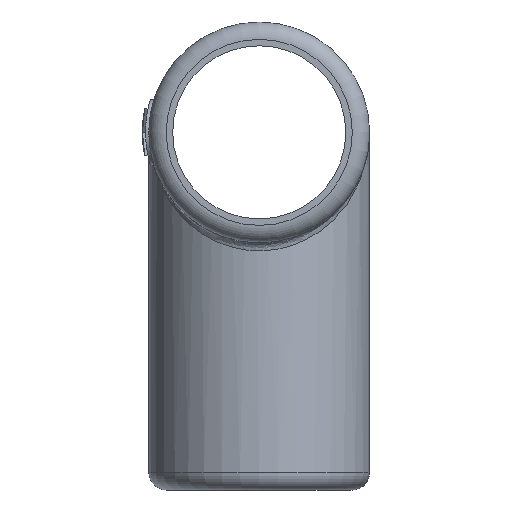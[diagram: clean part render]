
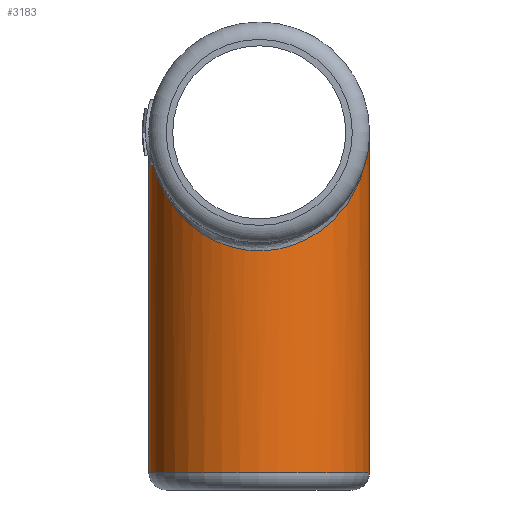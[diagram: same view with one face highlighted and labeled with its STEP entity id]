
A CAD part, left-side view. The second image highlights one B-rep face of the part: STEP entity #3183.
In plain terms, the highlighted cylindrical face has radius 10.2 mm (diameter 20.4 mm), a full revolution.
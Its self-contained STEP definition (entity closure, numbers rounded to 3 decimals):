
#71 = EDGE_CURVE ( 'NONE', #249, #249, #1038, .T. ) ;
#170 = FACE_OUTER_BOUND ( 'NONE', #3181, .T. ) ;
#232 = CARTESIAN_POINT ( 'NONE',  ( 20.4, -10.2, -21.9 ) ) ;
#249 = VERTEX_POINT ( 'NONE', #2930 ) ;
#814 =( BOUNDED_CURVE ( )  B_SPLINE_CURVE ( 3, ( #1753, #1359, #232, #2897 ),
 .UNSPECIFIED., .F., .F. ) 
 B_SPLINE_CURVE_WITH_KNOTS ( ( 4, 4 ),
 ( 1.571, 4.712 ),
 .UNSPECIFIED. ) 
 CURVE ( )  GEOMETRIC_REPRESENTATION_ITEM ( )  RATIONAL_B_SPLINE_CURVE ( ( 1., 0.333, 0.333, 1. ) ) 
 REPRESENTATION_ITEM ( '' )  );
#1038 = CIRCLE ( 'NONE', #3892, 10.2 ) ;
#1079 = ORIENTED_EDGE ( 'NONE', *, *, #3929, .T. ) ;
#1098 = CARTESIAN_POINT ( 'NONE',  ( 0., 0., 500000. ) ) ;
#1209 = ORIENTED_EDGE ( 'NONE', *, *, #2563, .T. ) ;
#1359 = CARTESIAN_POINT ( 'NONE',  ( 20.4, 10.2, -21.9 ) ) ;
#1687 = AXIS2_PLACEMENT_3D ( 'NONE', #1098, #2619, #3002 ) ;
#1753 = CARTESIAN_POINT ( 'NONE',  ( 0., 10.2, 0. ) ) ;
#1767 = DIRECTION ( 'NONE',  ( 0., 0., 1. ) ) ;
#2141 = CARTESIAN_POINT ( 'NONE',  ( 0., -10.2, 0. ) ) ;
#2529 = CARTESIAN_POINT ( 'NONE',  ( 0., 10.2, 0. ) ) ;
#2563 = EDGE_CURVE ( 'NONE', #4756, #4027, #4810, .T. ) ;
#2619 = DIRECTION ( 'NONE',  ( 0., 0., -1. ) ) ;
#2887 = ORIENTED_EDGE ( 'NONE', *, *, #71, .T. ) ;
#2897 = CARTESIAN_POINT ( 'NONE',  ( 0., -10.2, 0. ) ) ;
#2930 = CARTESIAN_POINT ( 'NONE',  ( 10.2, 0., -31.45 ) ) ;
#3002 = DIRECTION ( 'NONE',  ( -1., 0., 0. ) ) ;
#3080 = FACE_OUTER_BOUND ( 'NONE', #4823, .T. ) ;
#3181 = EDGE_LOOP ( 'NONE', ( #1079, #1209 ) ) ;
#3183 = ADVANCED_FACE ( 'NONE', ( #3080, #170 ), #3975, .T. ) ;
#3523 = CARTESIAN_POINT ( 'NONE',  ( 0., -10.2, 0. ) ) ;
#3846 = CARTESIAN_POINT ( 'NONE',  ( 0., 10.2, 0. ) ) ;
#3892 = AXIS2_PLACEMENT_3D ( 'NONE', #4037, #1767, #4429 ) ;
#3929 = EDGE_CURVE ( 'NONE', #4027, #4756, #814, .T. ) ;
#3975 = CYLINDRICAL_SURFACE ( 'NONE', #1687, 10.2 ) ;
#4027 = VERTEX_POINT ( 'NONE', #3846 ) ;
#4037 = CARTESIAN_POINT ( 'NONE',  ( 0., 0., -31.45 ) ) ;
#4423 = CARTESIAN_POINT ( 'NONE',  ( -20.4, -10.2, -21.9 ) ) ;
#4429 = DIRECTION ( 'NONE',  ( 1., 0., 0. ) ) ;
#4756 = VERTEX_POINT ( 'NONE', #3523 ) ;
#4810 =( BOUNDED_CURVE ( )  B_SPLINE_CURVE ( 3, ( #2141, #4423, #4817, #2529 ),
 .UNSPECIFIED., .F., .F. ) 
 B_SPLINE_CURVE_WITH_KNOTS ( ( 4, 4 ),
 ( 4.712, 7.854 ),
 .UNSPECIFIED. ) 
 CURVE ( )  GEOMETRIC_REPRESENTATION_ITEM ( )  RATIONAL_B_SPLINE_CURVE ( ( 1., 0.333, 0.333, 1. ) ) 
 REPRESENTATION_ITEM ( '' )  );
#4817 = CARTESIAN_POINT ( 'NONE',  ( -20.4, 10.2, -21.9 ) ) ;
#4823 = EDGE_LOOP ( 'NONE', ( #2887 ) ) ;
